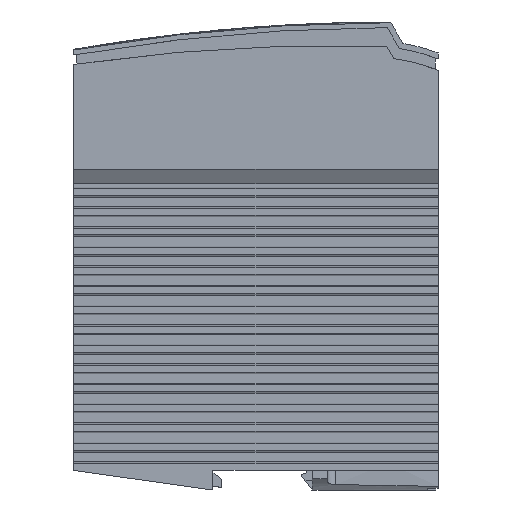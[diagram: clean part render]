
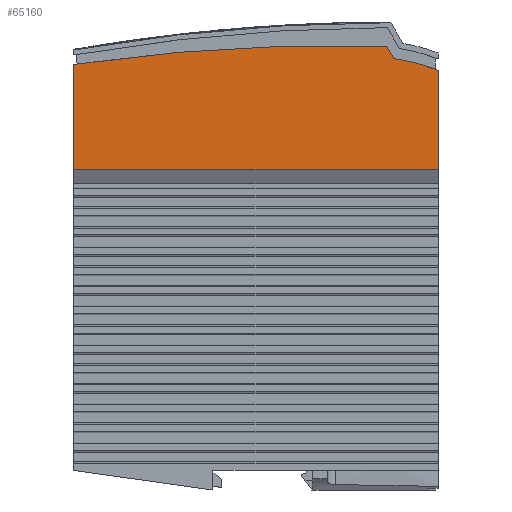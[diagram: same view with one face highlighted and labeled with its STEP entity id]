
A CAD part, left-side view. The second image highlights one B-rep face of the part: STEP entity #65160.
In plain terms, the highlighted face is planar.
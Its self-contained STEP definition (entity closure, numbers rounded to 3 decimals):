
#37190=CARTESIAN_POINT('',(144.854,130.,-8.5));
#37200=VERTEX_POINT('',#37190);
#37230=CARTESIAN_POINT('',(128.905,130.,-8.5));
#37240=DIRECTION('',(1.,0.,0.));
#37250=VECTOR('',#37240,1.);
#37260=LINE('',#37230,#37250);
#37270=CARTESIAN_POINT('',(107.392,130.,-8.5));
#37280=VERTEX_POINT('',#37270);
#37290=EDGE_CURVE('',#37280,#37200,#37260,.T.);
#56240=CARTESIAN_POINT('',(107.392,65.,-8.5));
#56250=DIRECTION('',(0.,-1.,0.));
#56260=VECTOR('',#56250,1.);
#56270=LINE('',#56240,#56260);
#56280=CARTESIAN_POINT('',(107.392,0.,-8.5));
#56290=VERTEX_POINT('',#56280);
#56300=EDGE_CURVE('',#37280,#56290,#56270,.T.);
#64750=CARTESIAN_POINT('',(106.99,0.,-8.5));
#64760=DIRECTION('',(0.,0.,1.));
#64770=DIRECTION('',(1.,0.,0.));
#64780=AXIS2_PLACEMENT_3D('',#64750,#64760,#64770);
#64790=PLANE('',#64780);
#64800=ORIENTED_EDGE('',*,*,#56300,.T.);
#64810=ORIENTED_EDGE('',*,*,#37290,.F.);
#64820=CARTESIAN_POINT('',(-504.,36.,-8.5));
#64830=DIRECTION('',(0.,0.,1.));
#64840=DIRECTION('',(1.,0.,0.));
#64850=AXIS2_PLACEMENT_3D('',#64820,#64830,#64840);
#64860=CIRCLE('',#64850,655.627);
#64870=CARTESIAN_POINT('',(151.39,18.37,-8.5));
#64880=VERTEX_POINT('',#64870);
#64890=EDGE_CURVE('',#64880,#37200,#64860,.T.);
#64900=ORIENTED_EDGE('',*,*,#64890,.T.);
#64910=CARTESIAN_POINT('',(128.905,5.427,-8.5));
#64920=DIRECTION('',(-0.867,-0.499,0.));
#64930=VECTOR('',#64920,1.);
#64940=LINE('',#64910,#64930);
#64950=CARTESIAN_POINT('',(146.97,15.826,-8.5));
#64960=VERTEX_POINT('',#64950);
#64970=EDGE_CURVE('',#64880,#64960,#64940,.T.);
#64980=ORIENTED_EDGE('',*,*,#64970,.F.);
#64990=CARTESIAN_POINT('',(78.52,25.64,-8.5));
#65000=DIRECTION('',(0.,0.,1.));
#65010=DIRECTION('',(1.,0.,0.));
#65020=AXIS2_PLACEMENT_3D('',#64990,#65000,#65010);
#65030=CIRCLE('',#65020,69.15);
#65040=CARTESIAN_POINT('',(142.741,0.,-8.5));
#65050=VERTEX_POINT('',#65040);
#65060=EDGE_CURVE('',#65050,#64960,#65030,.T.);
#65070=ORIENTED_EDGE('',*,*,#65060,.T.);
#65080=CARTESIAN_POINT('',(128.905,0.,-8.5));
#65090=DIRECTION('',(1.,0.,0.));
#65100=VECTOR('',#65090,1.);
#65110=LINE('',#65080,#65100);
#65120=EDGE_CURVE('',#56290,#65050,#65110,.T.);
#65130=ORIENTED_EDGE('',*,*,#65120,.T.);
#65140=EDGE_LOOP('',(#65130,#65070,#64980,#64900,#64810,#64800));
#65150=FACE_OUTER_BOUND('',#65140,.T.);
#65160=ADVANCED_FACE('',(#65150),#64790,.T.);
